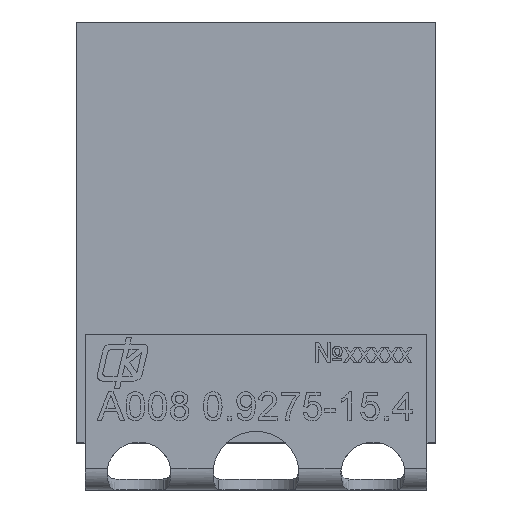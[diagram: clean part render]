
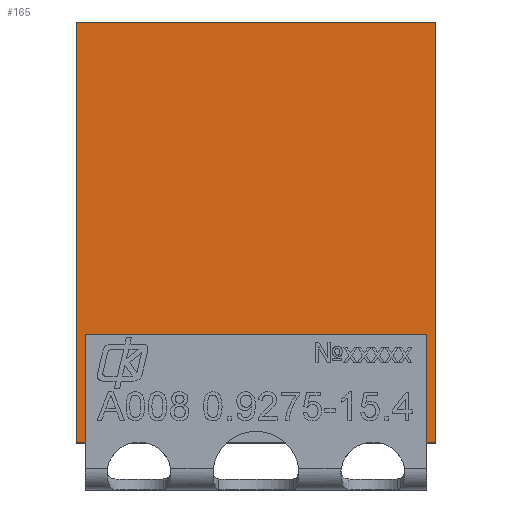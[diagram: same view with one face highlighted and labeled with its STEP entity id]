
A CAD part, top view. The second image highlights one B-rep face of the part: STEP entity #165.
In plain terms, the highlighted planar face has unit normal (0, 0, 1).
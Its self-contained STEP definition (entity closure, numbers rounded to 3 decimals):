
#165=ADVANCED_FACE('',(#3865),#3867,.F.);
#3865=FACE_BOUND('',#3866,.T.);
#3866=EDGE_LOOP('',(#9962,#9963,#9964,#9965,#9966,#9967,#9968,#9969));
#3867=PLANE('',#3868);
#3868=AXIS2_PLACEMENT_3D('',#3869,#3870,#3871);
#3869=CARTESIAN_POINT('',(-5.,5.85,1.8));
#3870=DIRECTION('',(0.,0.,-1.));
#3871=DIRECTION('',(-1.,0.,0.));
#9962=ORIENTED_EDGE('',*,*,#12146,.T.);
#9963=ORIENTED_EDGE('',*,*,#12147,.T.);
#9964=ORIENTED_EDGE('',*,*,#12148,.F.);
#9965=ORIENTED_EDGE('',*,*,#12105,.F.);
#9966=ORIENTED_EDGE('',*,*,#12149,.F.);
#9967=ORIENTED_EDGE('',*,*,#12150,.T.);
#9968=ORIENTED_EDGE('',*,*,#12151,.F.);
#9969=ORIENTED_EDGE('',*,*,#12152,.T.);
#12105=EDGE_CURVE('',#13212,#13204,#13214,.T.);
#12146=EDGE_CURVE('',#13293,#13294,#13295,.T.);
#12147=EDGE_CURVE('',#13294,#13296,#13297,.T.);
#12148=EDGE_CURVE('',#13204,#13296,#13298,.T.);
#12149=EDGE_CURVE('',#13299,#13212,#13300,.T.);
#12150=EDGE_CURVE('',#13299,#13301,#13302,.T.);
#12151=EDGE_CURVE('',#13303,#13301,#13304,.T.);
#12152=EDGE_CURVE('',#13303,#13293,#13305,.T.);
#13204=VERTEX_POINT('',#15036);
#13212=VERTEX_POINT('',#15052);
#13214=LINE('',#15056,#15057);
#13293=VERTEX_POINT('',#15217);
#13294=VERTEX_POINT('',#15218);
#13295=LINE('',#15219,#15220);
#13296=VERTEX_POINT('',#15222);
#13297=LINE('',#15223,#15224);
#13298=LINE('',#15226,#15227);
#13299=VERTEX_POINT('',#15229);
#13300=LINE('',#15230,#15231);
#13301=VERTEX_POINT('',#15233);
#13302=LINE('',#15234,#15235);
#13303=VERTEX_POINT('',#15237);
#13304=LINE('',#15238,#15239);
#13305=LINE('',#15241,#15242);
#15036=CARTESIAN_POINT('',(5.,-5.849,1.8));
#15052=CARTESIAN_POINT('',(5.,5.85,1.8));
#15056=CARTESIAN_POINT('',(5.,5.85,1.8));
#15057=VECTOR('',#15058,1.);
#15058=DIRECTION('',(0.,-1.,0.));
#15217=CARTESIAN_POINT('',(-4.75,-2.825,1.8));
#15218=CARTESIAN_POINT('',(4.75,-2.825,1.8));
#15219=CARTESIAN_POINT('',(-4.75,-2.825,1.8));
#15220=VECTOR('',#15221,1.);
#15221=DIRECTION('',(1.,0.,0.));
#15222=CARTESIAN_POINT('',(4.75,-5.849,1.8));
#15223=CARTESIAN_POINT('',(4.75,-2.825,1.8));
#15224=VECTOR('',#15225,1.);
#15225=DIRECTION('',(0.,-1.,0.));
#15226=CARTESIAN_POINT('',(5.,-5.849,1.8));
#15227=VECTOR('',#15228,1.);
#15228=DIRECTION('',(-1.,0.,0.));
#15229=CARTESIAN_POINT('',(-5.,5.85,1.8));
#15230=CARTESIAN_POINT('',(-5.,5.85,1.8));
#15231=VECTOR('',#15232,1.);
#15232=DIRECTION('',(1.,0.,0.));
#15233=CARTESIAN_POINT('',(-5.,-5.849,1.8));
#15234=CARTESIAN_POINT('',(-5.,5.85,1.8));
#15235=VECTOR('',#15236,1.);
#15236=DIRECTION('',(0.,-1.,0.));
#15237=CARTESIAN_POINT('',(-4.75,-5.849,1.8));
#15238=CARTESIAN_POINT('',(-4.75,-5.849,1.8));
#15239=VECTOR('',#15240,1.);
#15240=DIRECTION('',(-1.,0.,0.));
#15241=CARTESIAN_POINT('',(-4.75,-5.849,1.8));
#15242=VECTOR('',#15243,1.);
#15243=DIRECTION('',(0.,1.,0.));
